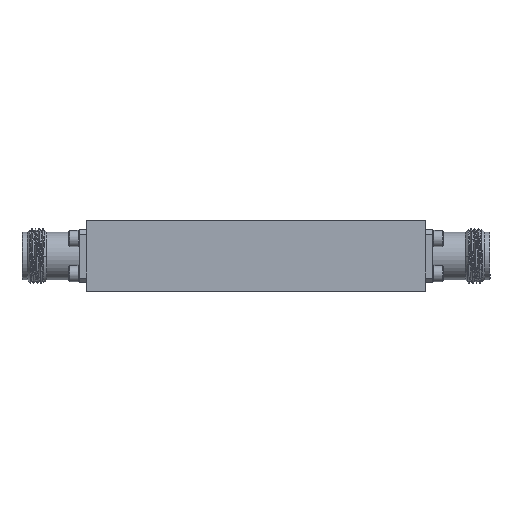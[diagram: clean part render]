
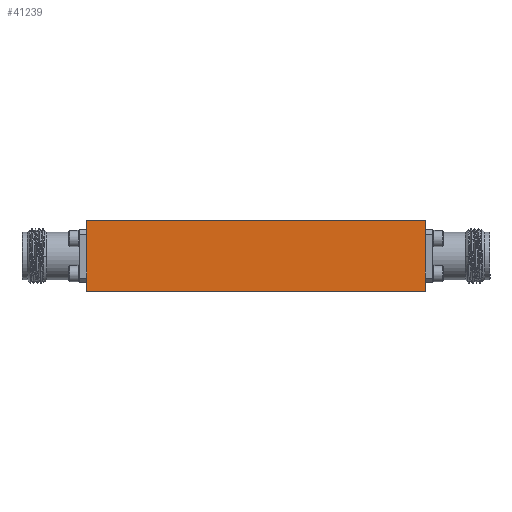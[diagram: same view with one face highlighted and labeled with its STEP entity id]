
A CAD part, front view. The second image highlights one B-rep face of the part: STEP entity #41239.
In plain terms, the highlighted planar face has unit normal (0, -1, 0).
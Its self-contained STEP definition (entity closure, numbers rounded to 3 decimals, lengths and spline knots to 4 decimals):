
#1337 = CARTESIAN_POINT ( 'NONE',  ( -1.925, -0.55, -0.25 ) ) ;
#2916 = CARTESIAN_POINT ( 'NONE',  ( -1.925, -0.55, 0.25 ) ) ;
#4943 = VERTEX_POINT ( 'NONE', #52650 ) ;
#5332 = EDGE_CURVE ( 'NONE', #44851, #31683, #36592, .T. ) ;
#6542 = VERTEX_POINT ( 'NONE', #2916 ) ;
#6817 = DIRECTION ( 'NONE',  ( 0., 0., -1. ) ) ;
#7671 = DIRECTION ( 'NONE',  ( 1., 0., 0. ) ) ;
#9566 = ORIENTED_EDGE ( 'NONE', *, *, #27400, .T. ) ;
#10408 = PLANE ( 'NONE',  #53208 ) ;
#13757 = DIRECTION ( 'NONE',  ( 1., 0., 0. ) ) ;
#14314 = VECTOR ( 'NONE', #30972, 39.3701 ) ;
#18513 = CARTESIAN_POINT ( 'NONE',  ( -1.925, -0.55, -0.4 ) ) ;
#19239 = EDGE_LOOP ( 'NONE', ( #9566, #28478, #25438, #43254, #27020, #41426, #54621, #37196 ) ) ;
#24255 = DIRECTION ( 'NONE',  ( 0., 1., 0. ) ) ;
#24572 = LINE ( 'NONE', #52125, #56574 ) ;
#25330 = CARTESIAN_POINT ( 'NONE',  ( -1.925, -0.55, -0.4 ) ) ;
#25438 = ORIENTED_EDGE ( 'NONE', *, *, #31544, .T. ) ;
#26991 = LINE ( 'NONE', #36293, #41826 ) ;
#27020 = ORIENTED_EDGE ( 'NONE', *, *, #46027, .F. ) ;
#27400 = EDGE_CURVE ( 'NONE', #41334, #6542, #24572, .T. ) ;
#28478 = ORIENTED_EDGE ( 'NONE', *, *, #42315, .T. ) ;
#28760 = CARTESIAN_POINT ( 'NONE',  ( 2.005, -0.55, -0.3 ) ) ;
#29401 = VERTEX_POINT ( 'NONE', #1337 ) ;
#30133 = CARTESIAN_POINT ( 'NONE',  ( 1.925, -0.55, 0.4 ) ) ;
#30972 = DIRECTION ( 'NONE',  ( 0., 0., -1. ) ) ;
#31544 = EDGE_CURVE ( 'NONE', #29401, #34336, #35488, .T. ) ;
#31683 = VERTEX_POINT ( 'NONE', #40868 ) ;
#32441 = EDGE_CURVE ( 'NONE', #41334, #39211, #58421, .T. ) ;
#34310 = DIRECTION ( 'NONE',  ( 0., 0., -1. ) ) ;
#34336 = VERTEX_POINT ( 'NONE', #18513 ) ;
#35488 = LINE ( 'NONE', #53729, #14314 ) ;
#35535 = LINE ( 'NONE', #30133, #45391 ) ;
#36036 = VECTOR ( 'NONE', #34310, 39.3701 ) ;
#36293 = CARTESIAN_POINT ( 'NONE',  ( -1.925, -0.55, -0.3 ) ) ;
#36592 = LINE ( 'NONE', #45854, #42968 ) ;
#37196 = ORIENTED_EDGE ( 'NONE', *, *, #32441, .F. ) ;
#39211 = VERTEX_POINT ( 'NONE', #43015 ) ;
#40532 = VECTOR ( 'NONE', #13757, 39.3701 ) ;
#40805 = CARTESIAN_POINT ( 'NONE',  ( -1.925, -0.55, 0.4 ) ) ;
#40868 = CARTESIAN_POINT ( 'NONE',  ( 1.925, -0.55, 0.25 ) ) ;
#41239 = ADVANCED_FACE ( 'NONE', ( #51525 ), #10408, .F. ) ;
#41334 = VERTEX_POINT ( 'NONE', #58322 ) ;
#41426 = ORIENTED_EDGE ( 'NONE', *, *, #5332, .T. ) ;
#41826 = VECTOR ( 'NONE', #50356, 39.3701 ) ;
#42315 = EDGE_CURVE ( 'NONE', #6542, #29401, #26991, .T. ) ;
#42968 = VECTOR ( 'NONE', #54830, 39.3701 ) ;
#43015 = CARTESIAN_POINT ( 'NONE',  ( 1.925, -0.55, 0.4 ) ) ;
#43254 = ORIENTED_EDGE ( 'NONE', *, *, #54585, .T. ) ;
#43888 = CARTESIAN_POINT ( 'NONE',  ( 1.925, -0.55, 0.4 ) ) ;
#44685 = CARTESIAN_POINT ( 'NONE',  ( 1.925, -0.55, -0.25 ) ) ;
#44851 = VERTEX_POINT ( 'NONE', #44685 ) ;
#45391 = VECTOR ( 'NONE', #48408, 39.3701 ) ;
#45854 = CARTESIAN_POINT ( 'NONE',  ( 1.925, -0.55, -0.3 ) ) ;
#46027 = EDGE_CURVE ( 'NONE', #44851, #4943, #57033, .T. ) ;
#46226 = VECTOR ( 'NONE', #52280, 39.3701 ) ;
#48408 = DIRECTION ( 'NONE',  ( 0., 0., -1. ) ) ;
#50356 = DIRECTION ( 'NONE',  ( 0., 0., -1. ) ) ;
#51525 = FACE_OUTER_BOUND ( 'NONE', #19239, .T. ) ;
#52125 = CARTESIAN_POINT ( 'NONE',  ( -1.925, -0.55, 0.4 ) ) ;
#52280 = DIRECTION ( 'NONE',  ( 1., 0., 0. ) ) ;
#52650 = CARTESIAN_POINT ( 'NONE',  ( 1.925, -0.55, -0.4 ) ) ;
#53208 = AXIS2_PLACEMENT_3D ( 'NONE', #28760, #24255, #7671 ) ;
#53729 = CARTESIAN_POINT ( 'NONE',  ( -1.925, -0.55, 0.4 ) ) ;
#54585 = EDGE_CURVE ( 'NONE', #34336, #4943, #57050, .T. ) ;
#54621 = ORIENTED_EDGE ( 'NONE', *, *, #57767, .F. ) ;
#54830 = DIRECTION ( 'NONE',  ( 0., 0., 1. ) ) ;
#56574 = VECTOR ( 'NONE', #6817, 39.3701 ) ;
#57033 = LINE ( 'NONE', #43888, #36036 ) ;
#57050 = LINE ( 'NONE', #25330, #46226 ) ;
#57767 = EDGE_CURVE ( 'NONE', #39211, #31683, #35535, .T. ) ;
#58322 = CARTESIAN_POINT ( 'NONE',  ( -1.925, -0.55, 0.4 ) ) ;
#58421 = LINE ( 'NONE', #40805, #40532 ) ;
